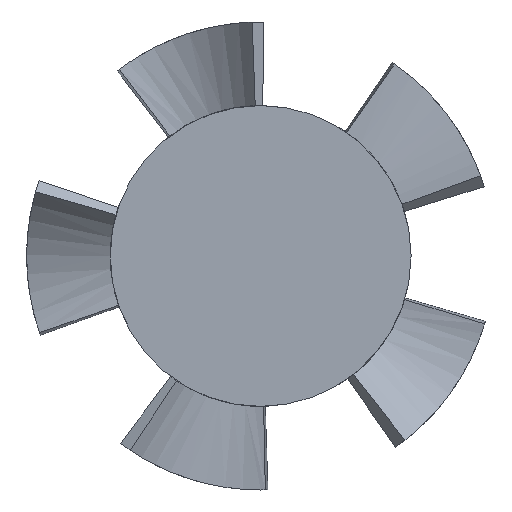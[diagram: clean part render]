
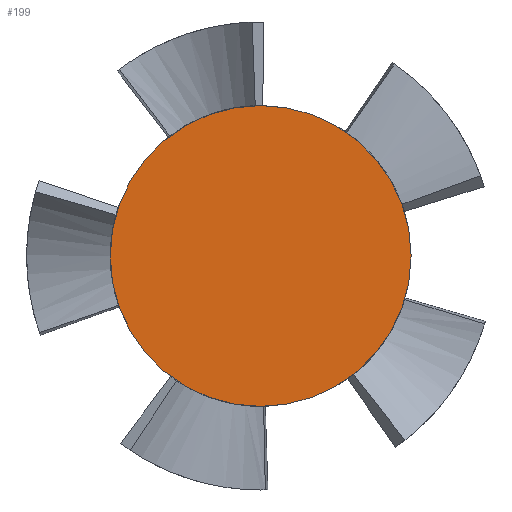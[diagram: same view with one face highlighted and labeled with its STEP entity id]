
A CAD part, left-side view. The second image highlights one B-rep face of the part: STEP entity #199.
In plain terms, the highlighted planar face has unit normal (-1, 0, 0).
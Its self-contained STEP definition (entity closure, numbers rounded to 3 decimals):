
#8 = DIRECTION ( 'NONE',  ( 0., -1., 0. ) ) ;
#92 = FACE_OUTER_BOUND ( 'NONE', #737, .T. ) ;
#199 = ADVANCED_FACE ( 'NONE', ( #92 ), #406, .T. ) ;
#200 = DIRECTION ( 'NONE',  ( -1., 0., 0. ) ) ;
#226 = EDGE_CURVE ( 'NONE', #1016, #813, #567, .T. ) ;
#285 = ORIENTED_EDGE ( 'NONE', *, *, #226, .T. ) ;
#303 = EDGE_CURVE ( 'NONE', #813, #1016, #801, .T. ) ;
#305 = CARTESIAN_POINT ( 'NONE',  ( -10., -9., 0. ) ) ;
#318 = AXIS2_PLACEMENT_3D ( 'NONE', #970, #1078, #1084 ) ;
#329 = DIRECTION ( 'NONE',  ( 0., -1., 0. ) ) ;
#406 = PLANE ( 'NONE',  #1243 ) ;
#545 = CARTESIAN_POINT ( 'NONE',  ( -10., 0., 0. ) ) ;
#567 = CIRCLE ( 'NONE', #892, 9. ) ;
#648 = CARTESIAN_POINT ( 'NONE',  ( -10., 0., 0. ) ) ;
#737 = EDGE_LOOP ( 'NONE', ( #881, #285 ) ) ;
#801 = CIRCLE ( 'NONE', #318, 9. ) ;
#813 = VERTEX_POINT ( 'NONE', #305 ) ;
#881 = ORIENTED_EDGE ( 'NONE', *, *, #303, .T. ) ;
#892 = AXIS2_PLACEMENT_3D ( 'NONE', #648, #200, #8 ) ;
#937 = DIRECTION ( 'NONE',  ( -1., 0., 0. ) ) ;
#970 = CARTESIAN_POINT ( 'NONE',  ( -10., 0., 0. ) ) ;
#1016 = VERTEX_POINT ( 'NONE', #1099 ) ;
#1078 = DIRECTION ( 'NONE',  ( -1., 0., 0. ) ) ;
#1084 = DIRECTION ( 'NONE',  ( 0., -1., 0. ) ) ;
#1099 = CARTESIAN_POINT ( 'NONE',  ( -10., 9., 0. ) ) ;
#1243 = AXIS2_PLACEMENT_3D ( 'NONE', #545, #937, #329 ) ;
